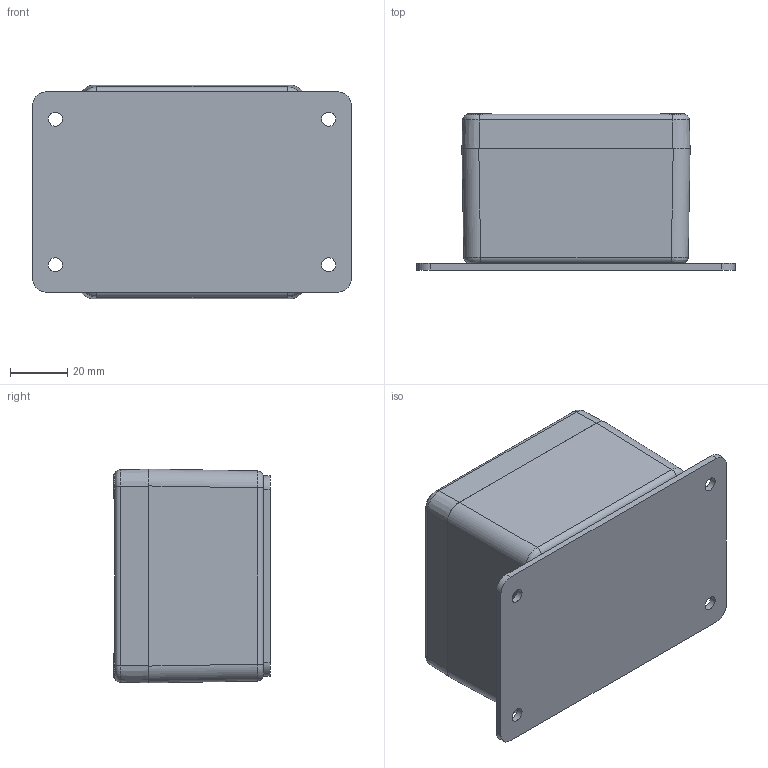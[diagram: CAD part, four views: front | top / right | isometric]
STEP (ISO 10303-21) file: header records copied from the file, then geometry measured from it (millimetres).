
FILE_DESCRIPTION (( 'STEP AP203' ), '1' );
FILE_NAME ('AN-19F-01.step', '2018-05-11T20:29:18', ( '' ), ( '' ), 'SwSTEP 2.0', 'SolidWorks 2016', '' );
FILE_SCHEMA (( 'CONFIG_CONTROL_DESIGN' ));
Length unit declared in the file: inch
Products named in the file (6): SCREWS-034-4; AN-19F-01; AN-19B_AN-19BF-01; GASKET-119-01; AN-19C_AN-19C-01; cross recessed countersunk head screw_jis_JIS 1111 Cross recessed countersunk head screw - M4 x 20 - Z --20CSST
Assembly tree (8 placements, depth 3):
  AN-19F-01
    AN-19B_AN-19BF-01
    AN-19C_AN-19C-01
    SCREWS-034-4
      cross recessed countersunk head screw_jis_JIS 1111 Cross recessed countersunk head screw - M4 x 20 - Z --20CSST  x4
    GASKET-119-01
Bounding box: 111.1 x 54.54 x 74.6 mm (x, y, z)
Volume: 102835.7 mm3; surface area: 76889.7 mm2
Topology: 8 solids, 8 shells, 605 faces, 1486 edges, 892 vertices
Faces by surface type: plane 221, cylinder 192, cone 80, torus 78, bspline 22, sphere 12
Full cylindrical faces by diameter (mm): 3.175 x6, 3.3 x4, 4 x4, 4.902 x4, 6 x4, 8.128 x4, 8.4 x4
Entity records: 17446 total; most frequent: CARTESIAN_POINT 4480, DIRECTION 2718, ORIENTED_EDGE 2438, EDGE_CURVE 1219, AXIS2_PLACEMENT_3D 1063, VERTEX_POINT 767, EDGE_LOOP 616, VECTOR 592
